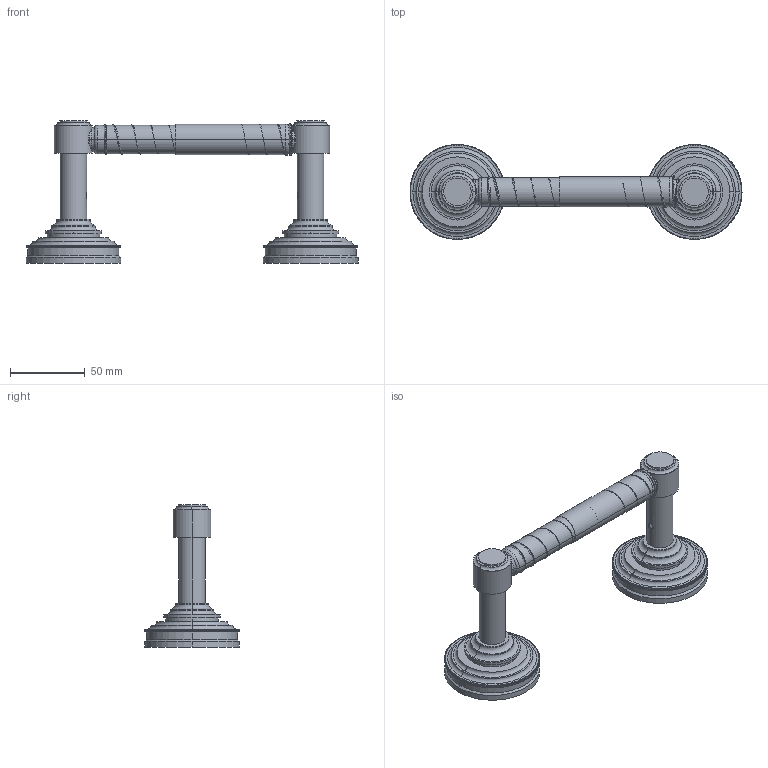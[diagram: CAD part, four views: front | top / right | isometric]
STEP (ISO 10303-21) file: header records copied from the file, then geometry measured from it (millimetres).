
FILE_DESCRIPTION((''),'2;1');
FILE_NAME('29-28_WEB','2010-07-07T',('pnmurthy'),(''),'PRO/ENGINEER BY PARAMETRIC TECHNOLOGY CORPORATION, 2009300','PRO/ENGINEER BY PARAMETRIC TECHNOLOGY CORPORATION, 2009300','');
FILE_SCHEMA(('CONFIG_CONTROL_DESIGN'));
Length unit declared in the file: inch
Products named in the file (1): 29-28_WEB
Bounding box: 222.25 x 63.5 x 95.25 mm (x, y, z)
Surface area: 67127.2 mm2 (no closed solid volume)
Topology: 0 solids, 26 shells, 1164 faces, 3506 edges, 2324 vertices
Faces by surface type: plane 706, cylinder 404, torus 32, bspline 14, cone 8
Entity records: 42254 total; most frequent: CARTESIAN_POINT 10184, ORIENTED_EDGE 6782, DIRECTION 6636, EDGE_CURVE 3506, VECTOR 2576, LINE 2576, VERTEX_POINT 2324, AXIS2_PLACEMENT_3D 2030
